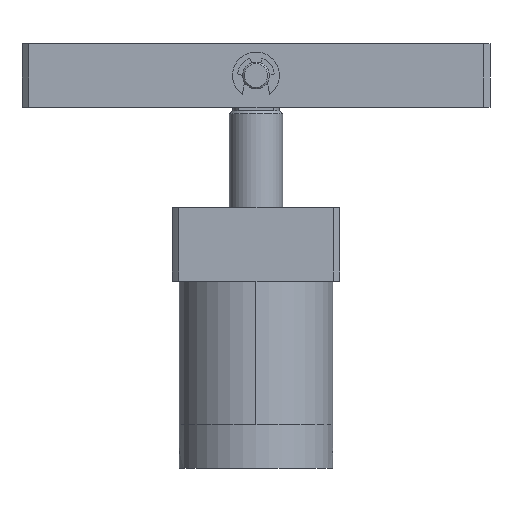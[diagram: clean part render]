
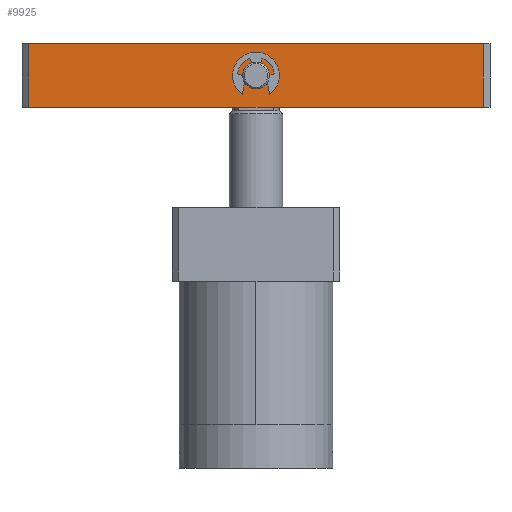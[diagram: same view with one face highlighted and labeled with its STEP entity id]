
A CAD part, front view. The second image highlights one B-rep face of the part: STEP entity #9925.
In plain terms, the highlighted planar face has unit normal (0, -1, 0).
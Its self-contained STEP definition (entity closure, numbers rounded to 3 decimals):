
#106 = VERTEX_POINT ( 'NONE', #13242 ) ;
#301 = CARTESIAN_POINT ( 'NONE',  ( 13462.757, 2336.591, 5.5 ) ) ;
#582 = ORIENTED_EDGE ( 'NONE', *, *, #11194, .T. ) ;
#787 = ORIENTED_EDGE ( 'NONE', *, *, #3249, .F. ) ;
#1007 = EDGE_LOOP ( 'NONE', ( #3715, #8943 ) ) ;
#1308 = CARTESIAN_POINT ( 'NONE',  ( 13462.757, 2336.591, 9.5 ) ) ;
#1569 = CARTESIAN_POINT ( 'NONE',  ( 13462.757, 2336.591, 13.5 ) ) ;
#1624 = FACE_OUTER_BOUND ( 'NONE', #3173, .T. ) ;
#1734 = LINE ( 'NONE', #5274, #12286 ) ;
#1827 = VERTEX_POINT ( 'NONE', #8758 ) ;
#1892 = CIRCLE ( 'NONE', #12885, 4. ) ;
#2008 = LINE ( 'NONE', #9217, #2324 ) ;
#2324 = VECTOR ( 'NONE', #3098, 1000. ) ;
#2332 = DIRECTION ( 'NONE',  ( 0., 0., 1. ) ) ;
#2338 = ORIENTED_EDGE ( 'NONE', *, *, #6209, .T. ) ;
#2699 = LINE ( 'NONE', #9780, #7512 ) ;
#2814 = CARTESIAN_POINT ( 'NONE',  ( 13394.757, 2336.591, 19. ) ) ;
#3098 = DIRECTION ( 'NONE',  ( 1., 0., 0. ) ) ;
#3173 = EDGE_LOOP ( 'NONE', ( #787, #12329, #2338, #582 ) ) ;
#3249 = EDGE_CURVE ( 'NONE', #12348, #106, #1734, .T. ) ;
#3296 = LINE ( 'NONE', #7711, #10507 ) ;
#3715 = ORIENTED_EDGE ( 'NONE', *, *, #11526, .F. ) ;
#4076 = VERTEX_POINT ( 'NONE', #1569 ) ;
#4351 = FACE_BOUND ( 'NONE', #1007, .T. ) ;
#4417 = DIRECTION ( 'NONE',  ( 0., -1., 0. ) ) ;
#4940 = DIRECTION ( 'NONE',  ( 0., 1., 0. ) ) ;
#5274 = CARTESIAN_POINT ( 'NONE',  ( 0., 2336.591, 19. ) ) ;
#6190 = AXIS2_PLACEMENT_3D ( 'NONE', #2814, #4940, #12088 ) ;
#6209 = EDGE_CURVE ( 'NONE', #1827, #6487, #2008, .T. ) ;
#6487 = VERTEX_POINT ( 'NONE', #10899 ) ;
#6834 = DIRECTION ( 'NONE',  ( 0., 0., 1. ) ) ;
#6935 = EDGE_CURVE ( 'NONE', #12817, #4076, #8860, .T. ) ;
#7512 = VECTOR ( 'NONE', #6834, 1000. ) ;
#7711 = CARTESIAN_POINT ( 'NONE',  ( 13394.757, 2336.591, 19. ) ) ;
#8459 = DIRECTION ( 'NONE',  ( 0., -1., 0. ) ) ;
#8551 = CARTESIAN_POINT ( 'NONE',  ( 13394.757, 2336.591, 19. ) ) ;
#8758 = CARTESIAN_POINT ( 'NONE',  ( 13394.757, 2336.591, 0. ) ) ;
#8860 = CIRCLE ( 'NONE', #12742, 4. ) ;
#8943 = ORIENTED_EDGE ( 'NONE', *, *, #6935, .F. ) ;
#9217 = CARTESIAN_POINT ( 'NONE',  ( 0., 2336.591, 0. ) ) ;
#9370 = DIRECTION ( 'NONE',  ( 1., 0., 0. ) ) ;
#9624 = DIRECTION ( 'NONE',  ( 0., 0., 1. ) ) ;
#9780 = CARTESIAN_POINT ( 'NONE',  ( 13530.757, 2336.591, 19. ) ) ;
#9925 = ADVANCED_FACE ( 'NONE', ( #4351, #1624 ), #11059, .F. ) ;
#10507 = VECTOR ( 'NONE', #9624, 1000. ) ;
#10519 = CARTESIAN_POINT ( 'NONE',  ( 13462.757, 2336.591, 9.5 ) ) ;
#10899 = CARTESIAN_POINT ( 'NONE',  ( 13530.757, 2336.591, 0. ) ) ;
#11059 = PLANE ( 'NONE',  #6190 ) ;
#11194 = EDGE_CURVE ( 'NONE', #6487, #106, #2699, .T. ) ;
#11526 = EDGE_CURVE ( 'NONE', #4076, #12817, #1892, .T. ) ;
#11564 = DIRECTION ( 'NONE',  ( 0., 0., 1. ) ) ;
#12088 = DIRECTION ( 'NONE',  ( 0., 0., 1. ) ) ;
#12286 = VECTOR ( 'NONE', #9370, 1000. ) ;
#12329 = ORIENTED_EDGE ( 'NONE', *, *, #12922, .F. ) ;
#12348 = VERTEX_POINT ( 'NONE', #8551 ) ;
#12742 = AXIS2_PLACEMENT_3D ( 'NONE', #10519, #4417, #11564 ) ;
#12817 = VERTEX_POINT ( 'NONE', #301 ) ;
#12885 = AXIS2_PLACEMENT_3D ( 'NONE', #1308, #8459, #2332 ) ;
#12922 = EDGE_CURVE ( 'NONE', #1827, #12348, #3296, .T. ) ;
#13242 = CARTESIAN_POINT ( 'NONE',  ( 13530.757, 2336.591, 19. ) ) ;
